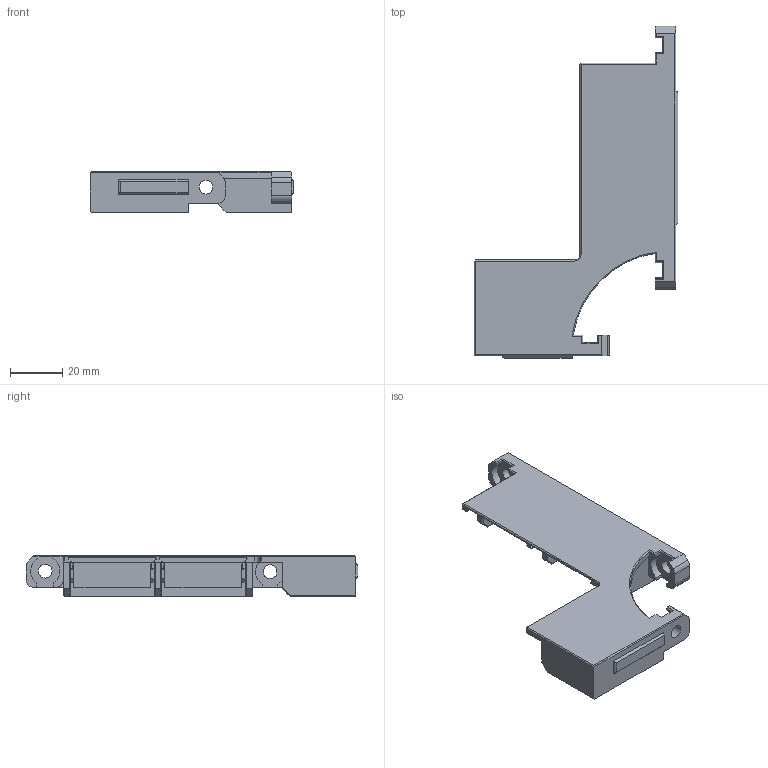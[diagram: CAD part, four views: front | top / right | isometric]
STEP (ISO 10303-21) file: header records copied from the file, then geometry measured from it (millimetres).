
FILE_DESCRIPTION(/* description */ ('STEP AP214'),/* implementation_level */ '2;1');
FILE_NAME(/* name */ '415WAGO_Label.step',/* time_stamp */ '2025-04-24T20:32:14-05:00',/* author */ (''),/* organization */ (''),/* preprocessor_version */ 'ST-DEVELOPER v20.1',/* originating_system */ 'Autodesk Translation Framework v14.4.0.0',/* authorisation */ '');
FILE_SCHEMA (('AUTOMOTIVE_DESIGN { 1 0 10303 214 3 1 1 }'));
Length unit declared in the file: millimetre
Products named in the file (1): Part_2080813
Bounding box: 78.35 x 127.58 x 15.71 mm (x, y, z)
Volume: 19069.4 mm3; surface area: 18684.9 mm2
Topology: 1 solids, 1 shells, 281 faces, 790 edges, 516 vertices
Faces by surface type: plane 245, cylinder 34, cone 2
Full cylindrical faces by diameter (mm): 5.25 x3
Entity records: 9225 total; most frequent: CARTESIAN_POINT 1594, ORIENTED_EDGE 1580, DIRECTION 1424, EDGE_CURVE 790, LINE 716, VECTOR 716, VERTEX_POINT 516, AXIS2_PLACEMENT_3D 354
